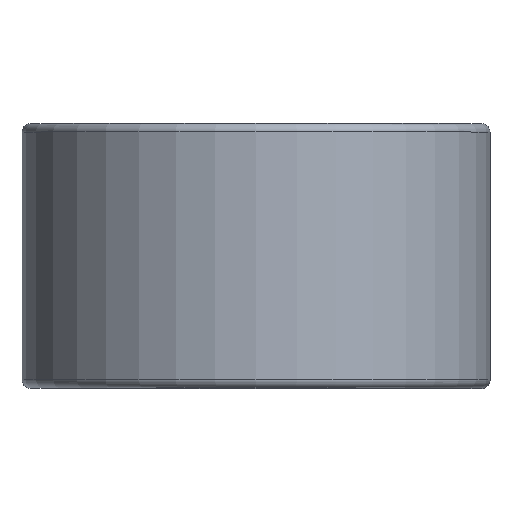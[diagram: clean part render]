
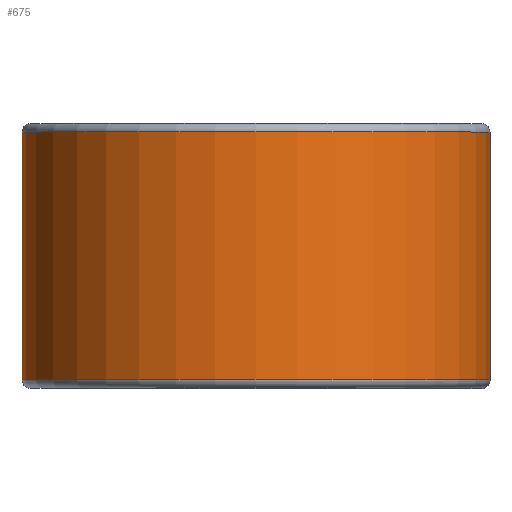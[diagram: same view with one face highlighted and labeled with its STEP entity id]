
A CAD part, top view. The second image highlights one B-rep face of the part: STEP entity #675.
In plain terms, the highlighted cylindrical face has radius 21.057 mm (diameter 42.113 mm), a partial arc.
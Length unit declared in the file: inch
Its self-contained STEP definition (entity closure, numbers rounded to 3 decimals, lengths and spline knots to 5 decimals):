
#158 = DIRECTION ( 'NONE',  ( 0., -1., 0. ) ) ;
#235 = LINE ( 'NONE', #342, #959 ) ;
#241 = DIRECTION ( 'NONE',  ( 0., 0., -1. ) ) ;
#342 = CARTESIAN_POINT ( 'NONE',  ( 0.829, 0.43875, 0. ) ) ;
#366 = LINE ( 'NONE', #2201, #369 ) ;
#369 = VECTOR ( 'NONE', #954, 39.37008 ) ;
#393 = VERTEX_POINT ( 'NONE', #1533 ) ;
#459 = VERTEX_POINT ( 'NONE', #1363 ) ;
#496 = CARTESIAN_POINT ( 'NONE',  ( 0., -0.43875, 0. ) ) ;
#659 = EDGE_LOOP ( 'NONE', ( #927, #2419, #991, #674 ) ) ;
#674 = ORIENTED_EDGE ( 'NONE', *, *, #2130, .F. ) ;
#675 = ADVANCED_FACE ( 'NONE', ( #1727 ), #1756, .T. ) ;
#698 = DIRECTION ( 'NONE',  ( 0., -1., 0. ) ) ;
#718 = DIRECTION ( 'NONE',  ( 0., 0., -1. ) ) ;
#858 = CARTESIAN_POINT ( 'NONE',  ( 0.829, 0.43875, 0. ) ) ;
#927 = ORIENTED_EDGE ( 'NONE', *, *, #1377, .T. ) ;
#935 = CARTESIAN_POINT ( 'NONE',  ( 0., -0.43875, -0.829 ) ) ;
#954 = DIRECTION ( 'NONE',  ( 0., 1., 0. ) ) ;
#959 = VECTOR ( 'NONE', #1685, 39.37008 ) ;
#991 = ORIENTED_EDGE ( 'NONE', *, *, #1287, .F. ) ;
#1151 = VERTEX_POINT ( 'NONE', #935 ) ;
#1287 = EDGE_CURVE ( 'NONE', #1151, #459, #366, .T. ) ;
#1354 = CARTESIAN_POINT ( 'NONE',  ( 0., 0.43875, 0. ) ) ;
#1363 = CARTESIAN_POINT ( 'NONE',  ( 0., 0.43875, -0.829 ) ) ;
#1377 = EDGE_CURVE ( 'NONE', #393, #2370, #235, .T. ) ;
#1431 = AXIS2_PLACEMENT_3D ( 'NONE', #1785, #698, #241 ) ;
#1523 = DIRECTION ( 'NONE',  ( 0., 0., -1. ) ) ;
#1533 = CARTESIAN_POINT ( 'NONE',  ( 0.829, -0.43875, 0. ) ) ;
#1685 = DIRECTION ( 'NONE',  ( 0., 1., 0. ) ) ;
#1706 = CIRCLE ( 'NONE', #2078, 0.829 ) ;
#1727 = FACE_OUTER_BOUND ( 'NONE', #659, .T. ) ;
#1756 = CYLINDRICAL_SURFACE ( 'NONE', #1431, 0.829 ) ;
#1785 = CARTESIAN_POINT ( 'NONE',  ( 0., 0.4375, 0. ) ) ;
#1801 = DIRECTION ( 'NONE',  ( 0., -1., 0. ) ) ;
#2078 = AXIS2_PLACEMENT_3D ( 'NONE', #1354, #158, #1523 ) ;
#2103 = CIRCLE ( 'NONE', #2132, 0.829 ) ;
#2130 = EDGE_CURVE ( 'NONE', #393, #1151, #2103, .T. ) ;
#2132 = AXIS2_PLACEMENT_3D ( 'NONE', #496, #1801, #718 ) ;
#2201 = CARTESIAN_POINT ( 'NONE',  ( 0., 0.43875, -0.829 ) ) ;
#2203 = EDGE_CURVE ( 'NONE', #2370, #459, #1706, .T. ) ;
#2370 = VERTEX_POINT ( 'NONE', #858 ) ;
#2419 = ORIENTED_EDGE ( 'NONE', *, *, #2203, .T. ) ;
